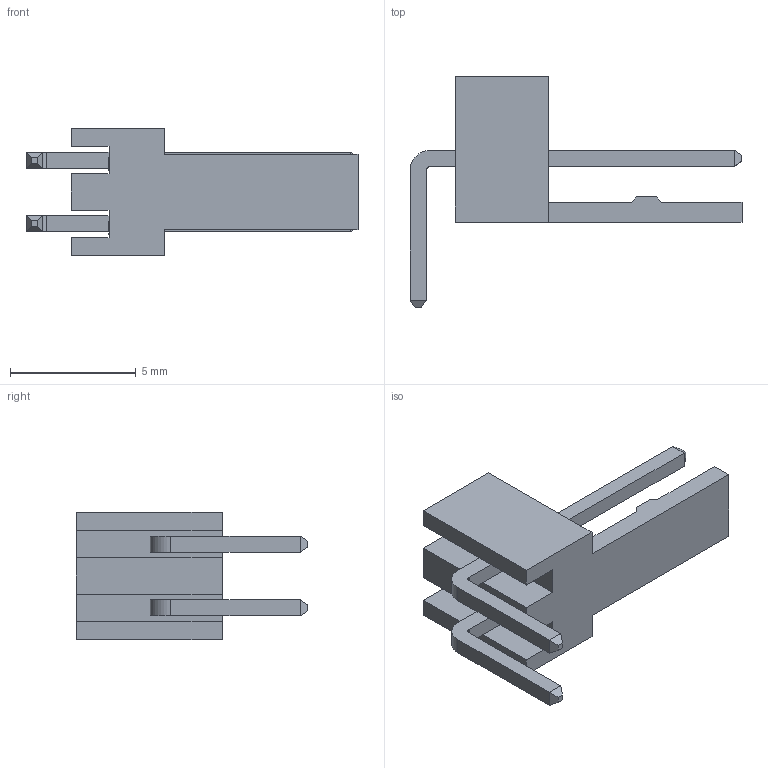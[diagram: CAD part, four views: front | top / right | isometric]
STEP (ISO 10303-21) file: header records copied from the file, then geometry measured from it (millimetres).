
FILE_DESCRIPTION (( 'STEP AP214' ), '1' );
FILE_NAME ('User Library-WF-2R.STEP', '2018-02-21T10:34:14', ( '' ), ( '' ), 'SwSTEP 2.0', 'SolidWorks 2018', '' );
FILE_SCHEMA (( 'AUTOMOTIVE_DESIGN' ));
Length unit declared in the file: millimetre
Products named in the file (1): User Library-WF-2R
Bounding box: 13.2 x 9.2 x 5.08 mm (x, y, z)
Volume: 122.2 mm3; surface area: 309.1 mm2
Topology: 1 solids, 1 shells, 66 faces, 164 edges, 104 vertices
Faces by surface type: plane 62, cylinder 4
Entity records: 2426 total; most frequent: CARTESIAN_POINT 335, ORIENTED_EDGE 328, DIRECTION 306, EDGE_CURVE 164, VECTOR 156, LINE 156, VERTEX_POINT 104, AXIS2_PLACEMENT_3D 75
